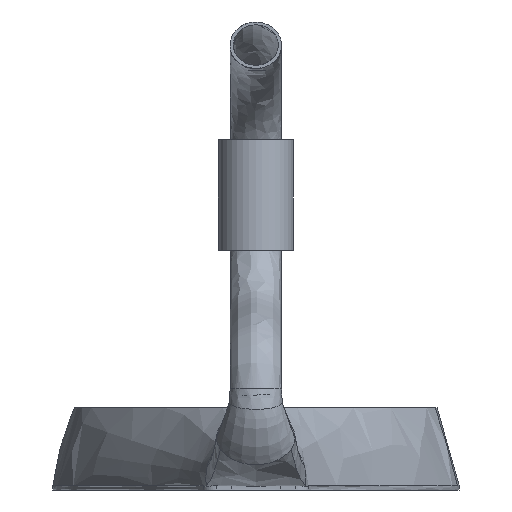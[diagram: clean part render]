
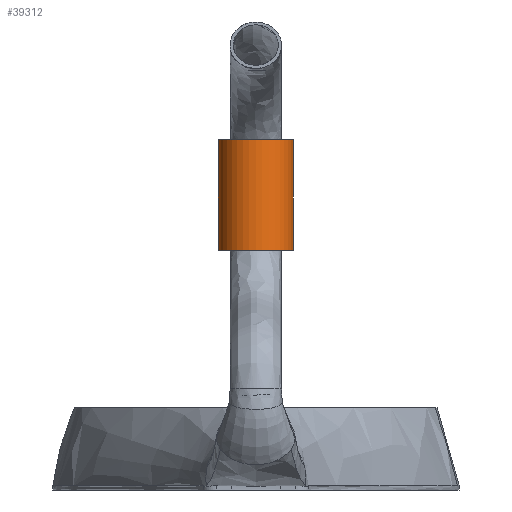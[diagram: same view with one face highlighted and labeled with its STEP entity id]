
A CAD part, front view. The second image highlights one B-rep face of the part: STEP entity #39312.
In plain terms, the highlighted cylindrical face has radius 27 mm (diameter 54 mm), a partial arc.
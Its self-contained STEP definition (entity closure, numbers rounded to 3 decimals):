
#39243=CARTESIAN_POINT('Vertex',(27.,-159.06,247.)) ;
#39245=CARTESIAN_POINT('Vertex',(-27.,-159.06,247.)) ;
#39248=CARTESIAN_POINT('Axis2P3D Location',(0.,-159.06,247.)) ;
#39265=CARTESIAN_POINT('Axis2P3D Location',(0.,-159.06,167.)) ;
#39269=CARTESIAN_POINT('Vertex',(-27.,-159.06,167.)) ;
#39271=CARTESIAN_POINT('Vertex',(27.,-159.06,167.)) ;
#39291=CARTESIAN_POINT('Axis2P3D Location',(0.,-159.06,207.)) ;
#39296=CARTESIAN_POINT('Line Origine',(-27.,-159.06,207.)) ;
#39301=CARTESIAN_POINT('Line Origine',(27.,-159.06,207.)) ;
#39249=DIRECTION('Axis2P3D Direction',(0.,0.,1.)) ;
#39266=DIRECTION('Axis2P3D Direction',(0.,0.,1.)) ;
#39292=DIRECTION('Axis2P3D Direction',(0.,0.,1.)) ;
#39293=DIRECTION('Axis2P3D XDirection',(1.,0.,0.)) ;
#39297=DIRECTION('Vector Direction',(0.,0.,1.)) ;
#39302=DIRECTION('Vector Direction',(0.,0.,1.)) ;
#39250=AXIS2_PLACEMENT_3D('Circle Axis2P3D',#39248,#39249,$) ;
#39267=AXIS2_PLACEMENT_3D('Circle Axis2P3D',#39265,#39266,$) ;
#39294=AXIS2_PLACEMENT_3D('Cylinder Axis2P3D',#39291,#39292,#39293) ;
#39307=ORIENTED_EDGE('',*,*,#39300,.F.) ;
#39308=ORIENTED_EDGE('',*,*,#39273,.T.) ;
#39309=ORIENTED_EDGE('',*,*,#39305,.T.) ;
#39310=ORIENTED_EDGE('',*,*,#39252,.F.) ;
#39298=VECTOR('Line Direction',#39297,1.) ;
#39303=VECTOR('Line Direction',#39302,1.) ;
#39312=ADVANCED_FACE('\X2\96F64EF651E04F554F53\X0\',(#39311),#39295,.T.) ;
#39251=CIRCLE('generated circle',#39250,27.) ;
#39268=CIRCLE('generated circle',#39267,27.) ;
#39295=CYLINDRICAL_SURFACE('generated cylinder',#39294,27.) ;
#39252=EDGE_CURVE('',#39246,#39244,#39251,.T.) ;
#39273=EDGE_CURVE('',#39270,#39272,#39268,.T.) ;
#39300=EDGE_CURVE('',#39270,#39246,#39299,.T.) ;
#39305=EDGE_CURVE('',#39272,#39244,#39304,.T.) ;
#39306=EDGE_LOOP('',(#39307,#39308,#39309,#39310)) ;
#39311=FACE_OUTER_BOUND('',#39306,.T.) ;
#39299=LINE('Line',#39296,#39298) ;
#39304=LINE('Line',#39301,#39303) ;
#39244=VERTEX_POINT('',#39243) ;
#39246=VERTEX_POINT('',#39245) ;
#39270=VERTEX_POINT('',#39269) ;
#39272=VERTEX_POINT('',#39271) ;
